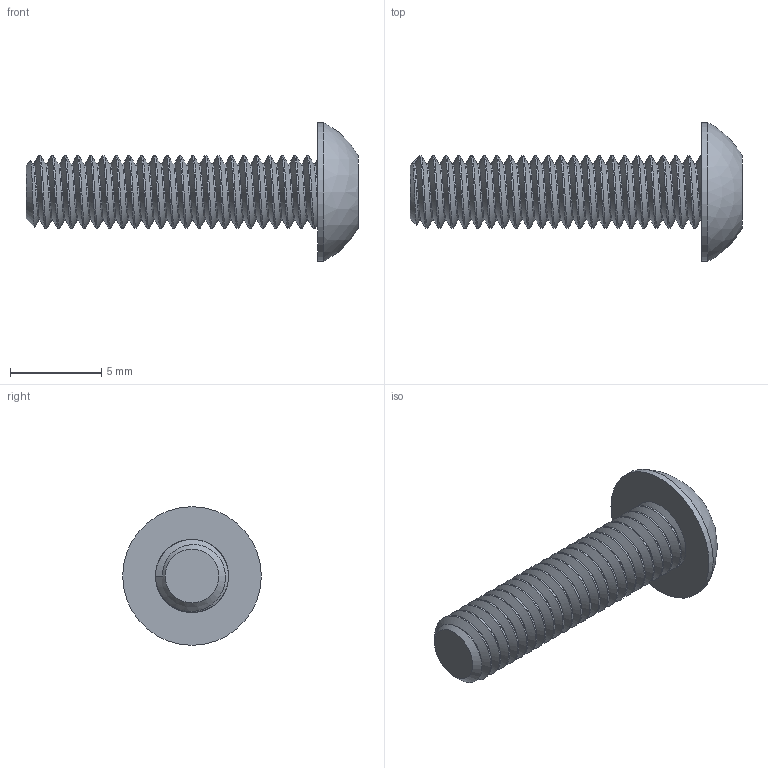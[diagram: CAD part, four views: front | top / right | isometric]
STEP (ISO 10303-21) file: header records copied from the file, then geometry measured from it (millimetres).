
FILE_DESCRIPTION(/* description */ (''),/* implementation_level */ '2;1');
FILE_NAME(/* name */ 'M4x16BHCS-0 v1.step',/* time_stamp */ '2020-09-14T12:04:48-04:00',/* author */ (''),/* organization */ (''),/* preprocessor_version */ 'ST-DEVELOPER v18.1',/* originating_system */ 'Autodesk Translation Framework v9.3.0.1241',/* authorisation */ '');
FILE_SCHEMA (('AUTOMOTIVE_DESIGN { 1 0 10303 214 3 1 1 }'));
Length unit declared in the file: millimetre
Products named in the file (2): M4x16BHCS-0; 92095A194
Assembly tree (1 placements, depth 2):
  M4x16BHCS-0
    92095A194
Bounding box: 18.2 x 7.6 x 7.6 mm (x, y, z)
Volume: 220.4 mm3; surface area: 459.7 mm2
Topology: 1 solids, 1 shells, 72 faces, 186 edges, 119 vertices
Faces by surface type: cylinder 49, plane 12, cone 7, bspline 3, sphere 1
Full cylindrical faces by diameter (mm): 3.091 x23, 4 x21, 7.6 x1
Entity records: 10774 total; most frequent: CARTESIAN_POINT 9206, ORIENTED_EDGE 372, DIRECTION 238, EDGE_CURVE 186, VERTEX_POINT 119, AXIS2_PLACEMENT_3D 85, EDGE_LOOP 75, FACE_OUTER_BOUND 72
